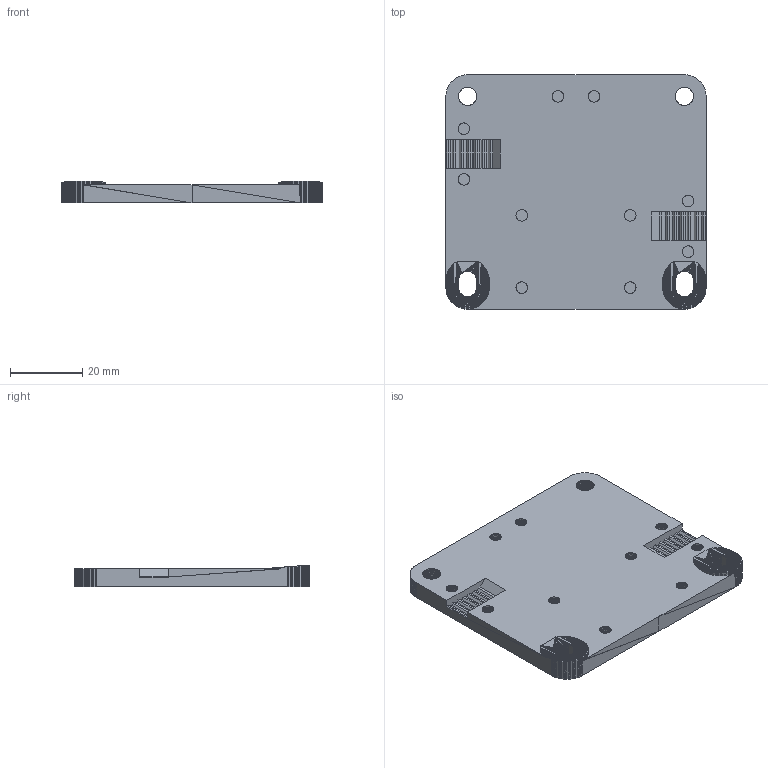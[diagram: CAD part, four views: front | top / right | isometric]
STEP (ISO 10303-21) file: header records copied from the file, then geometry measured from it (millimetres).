
FILE_DESCRIPTION(/* description */ (''),/* implementation_level */ '2;1');
FILE_NAME(/* name */ '1-Print_Carriage_Front.stp',/* time_stamp */ '2017-03-23T13:06:10-04:00',/* author */ ('Tiktiki'),/* organization */ (''),/* preprocessor_version */ 'ST-DEVELOPER v16.1',/* originating_system */ 'Autodesk Inventor 2016',/* authorisation */ '');
FILE_SCHEMA (('AUTOMOTIVE_DESIGN { 1 0 10303 214 3 1 1 }'));
Length unit declared in the file: millimetre
Products named in the file (1): 1-Print_Carriage_Front
Bounding box: 72 x 64.9 x 6.06 mm (x, y, z)
Volume: 21391 mm3; surface area: 11704.6 mm2
Topology: 1 solids, 1 shells, 1688 faces, 4031 edges, 2363 vertices
Faces by surface type: plane 1688
Entity records: 46531 total; most frequent: CARTESIAN_POINT 8083, ORIENTED_EDGE 8062, DIRECTION 7409, LINE 4031, VECTOR 4031, EDGE_CURVE 4031, VERTEX_POINT 2363, EDGE_LOOP 1714
